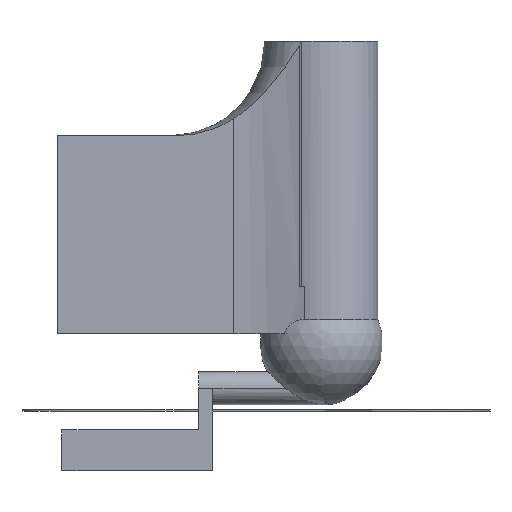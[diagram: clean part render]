
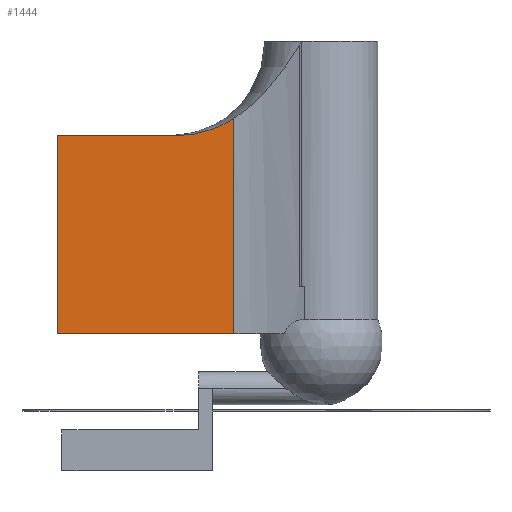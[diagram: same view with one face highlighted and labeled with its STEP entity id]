
A CAD part, left-side view. The second image highlights one B-rep face of the part: STEP entity #1444.
In plain terms, the highlighted planar face has unit normal (-1, 0, 0).
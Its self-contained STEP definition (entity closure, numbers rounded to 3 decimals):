
#22=B_SPLINE_CURVE_WITH_KNOTS('',3,(#2367,#2368,#2369,#2370,#2371,#2372,
#2373,#2374,#2375,#2376),.UNSPECIFIED.,.F.,.F.,(4,2,2,2,4),(1.5,
1.698,1.896,2.103,2.107),
 .UNSPECIFIED.);
#104=PLANE('',#1587);
#174=FACE_OUTER_BOUND('',#256,.T.);
#256=EDGE_LOOP('',(#1295,#1296,#1297,#1298,#1299));
#419=LINE('',#2269,#556);
#433=LINE('',#2395,#570);
#438=LINE('',#2640,#575);
#444=LINE('',#2651,#581);
#556=VECTOR('',#1846,21.85);
#570=VECTOR('',#1908,10.);
#575=VECTOR('',#1949,10.);
#581=VECTOR('',#1957,10.);
#680=VERTEX_POINT('',#2257);
#681=VERTEX_POINT('',#2268);
#699=VERTEX_POINT('',#2365);
#705=VERTEX_POINT('',#2393);
#724=VERTEX_POINT('',#2639);
#857=EDGE_CURVE('',#680,#681,#419,.T.);
#882=EDGE_CURVE('',#680,#699,#22,.F.);
#892=EDGE_CURVE('',#705,#699,#433,.T.);
#922=EDGE_CURVE('',#681,#724,#438,.T.);
#928=EDGE_CURVE('',#724,#705,#444,.T.);
#1295=ORIENTED_EDGE('',*,*,#857,.F.);
#1296=ORIENTED_EDGE('',*,*,#882,.T.);
#1297=ORIENTED_EDGE('',*,*,#892,.F.);
#1298=ORIENTED_EDGE('',*,*,#928,.F.);
#1299=ORIENTED_EDGE('',*,*,#922,.F.);
#1444=ADVANCED_FACE('',(#174),#104,.T.);
#1587=AXIS2_PLACEMENT_3D('',#2650,#1955,#1956);
#1846=DIRECTION('',(0.,0.,-1.));
#1908=DIRECTION('',(0.,-1.,0.));
#1949=DIRECTION('',(0.,1.,0.));
#1955=DIRECTION('center_axis',(-1.,0.,0.));
#1956=DIRECTION('ref_axis',(0.,-1.,0.));
#1957=DIRECTION('',(0.,0.,1.));
#2257=CARTESIAN_POINT('',(-4.4,9.289,28.798));
#2268=CARTESIAN_POINT('',(-4.4,9.289,6.));
#2269=CARTESIAN_POINT('',(-4.4,9.289,17.));
#2365=CARTESIAN_POINT('',(-4.4,15.383,27.));
#2367=CARTESIAN_POINT('Ctrl Pts',(-4.4,15.383,27.));
#2368=CARTESIAN_POINT('Ctrl Pts',(-4.4,14.723,27.));
#2369=CARTESIAN_POINT('Ctrl Pts',(-4.4,14.003,27.064));
#2370=CARTESIAN_POINT('Ctrl Pts',(-4.4,12.589,27.338));
#2371=CARTESIAN_POINT('Ctrl Pts',(-4.4,11.895,27.546));
#2372=CARTESIAN_POINT('Ctrl Pts',(-4.4,10.64,28.041));
#2373=CARTESIAN_POINT('Ctrl Pts',(-4.4,9.962,28.377));
#2374=CARTESIAN_POINT('Ctrl Pts',(-4.4,9.313,28.784));
#2375=CARTESIAN_POINT('Ctrl Pts',(-4.4,9.301,28.791));
#2376=CARTESIAN_POINT('Ctrl Pts',(-4.4,9.289,28.798));
#2393=CARTESIAN_POINT('',(-4.4,28.,27.));
#2395=CARTESIAN_POINT('',(-4.4,28.07,27.));
#2639=CARTESIAN_POINT('',(-4.4,28.,6.));
#2640=CARTESIAN_POINT('',(-4.4,0.9,6.));
#2650=CARTESIAN_POINT('Origin',(-4.4,28.,6.));
#2651=CARTESIAN_POINT('',(-4.4,28.,6.));
